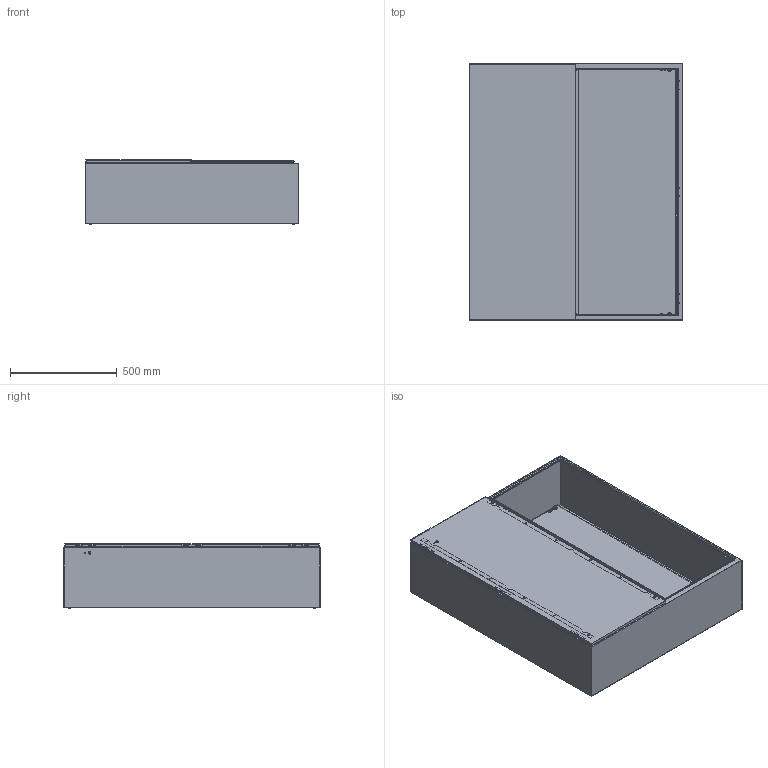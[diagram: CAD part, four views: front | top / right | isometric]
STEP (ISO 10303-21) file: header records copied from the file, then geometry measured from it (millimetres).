
FILE_DESCRIPTION (( 'STEP AP214' ), '1' );
FILE_NAME ('3351-1012-30-10.step', '2024-01-10T07:27:13', ( '' ), ( '' ), 'SwSTEP 2.0', 'SolidWorks 2019', '' );
FILE_SCHEMA (( 'AUTOMOTIVE_DESIGN' ));
Length unit declared in the file: millimetre
Products named in the file (6): 3351-1012-30-10; Montageplatte_wg_0331-1012-00-13; Tuer_lp_wgES_3351-1012-01-90; Korpus_wgES_1012-30; Montageplattenbeipack_wgES_1012; Tuer2_wgES_3351-1012-05-90
Assembly tree (5 placements, depth 3):
  3351-1012-30-10
    Korpus_wgES_1012-30
    Tuer2_wgES_3351-1012-05-90
      Tuer_lp_wgES_3351-1012-01-90
    Montageplatte_wg_0331-1012-00-13
    Montageplattenbeipack_wgES_1012
Bounding box: 1000 x 1200 x 302.5 mm (x, y, z)
Volume: 8352098 mm3; surface area: 9106726.7 mm2
Topology: 35 solids, 35 shells, 1631 faces, 4128 edges, 2670 vertices
Faces by surface type: plane 854, cylinder 663, cone 64, torus 30, sphere 20
Entity records: 51951 total; most frequent: CARTESIAN_POINT 9234, DIRECTION 8770, ORIENTED_EDGE 8208, EDGE_CURVE 4104, AXIS2_PLACEMENT_3D 3186, VERTEX_POINT 2658, VECTOR 2398, LINE 2398
